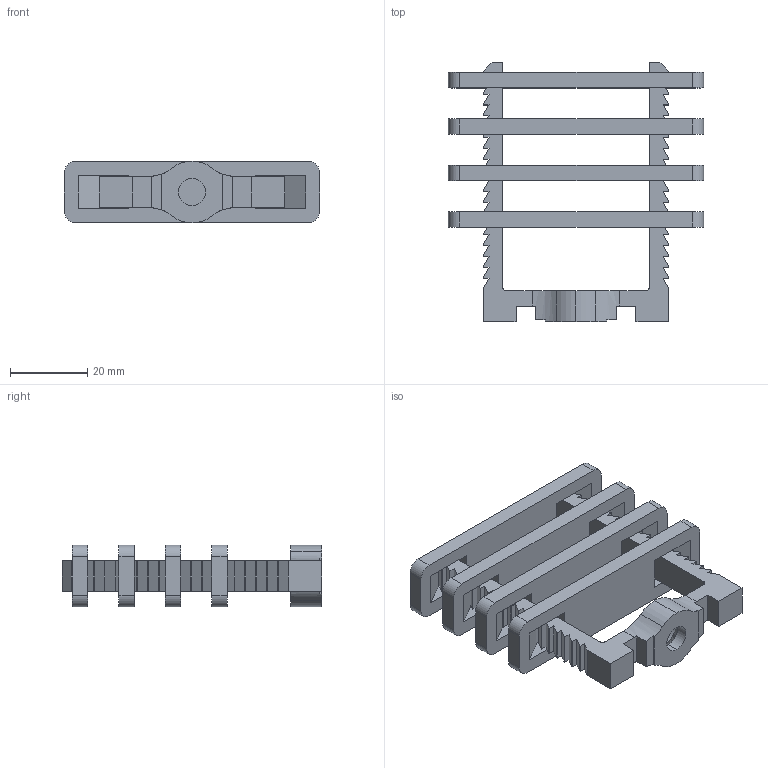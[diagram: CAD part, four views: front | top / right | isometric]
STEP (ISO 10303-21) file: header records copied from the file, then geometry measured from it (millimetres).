
FILE_DESCRIPTION(('STEP AP203'),'1');
FILE_NAME('fs32.stp','2024-09-29T23:29:52',('TraceParts'),('TraceParts S.A.'),'Spatial InterOp 3D',' ',' ');
FILE_SCHEMA(('CONFIG_CONTROL_DESIGN'));
Length unit declared in the file: millimetre
Products named in the file (1): 1
Bounding box: 66 x 67 x 16 mm (x, y, z)
Volume: 21052.5 mm3; surface area: 16573.3 mm2
Topology: 5 solids, 5 shells, 234 faces, 672 edges, 448 vertices
Faces by surface type: plane 202, cylinder 30, bspline 2
Entity records: 7692 total; most frequent: CARTESIAN_POINT 1399, ORIENTED_EDGE 1344, DIRECTION 1216, EDGE_CURVE 672, LINE 598, VECTOR 598, VERTEX_POINT 448, AXIS2_PLACEMENT_3D 309
